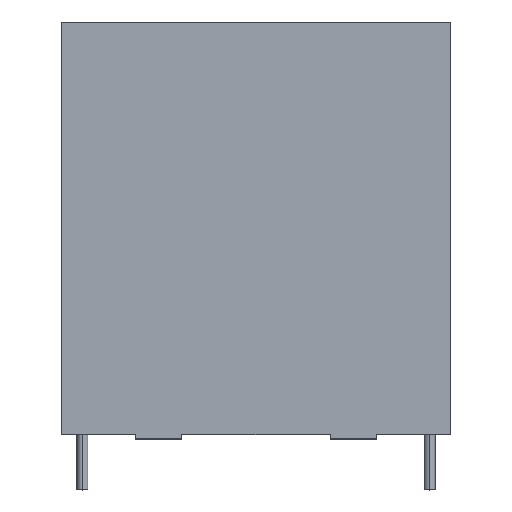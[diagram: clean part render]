
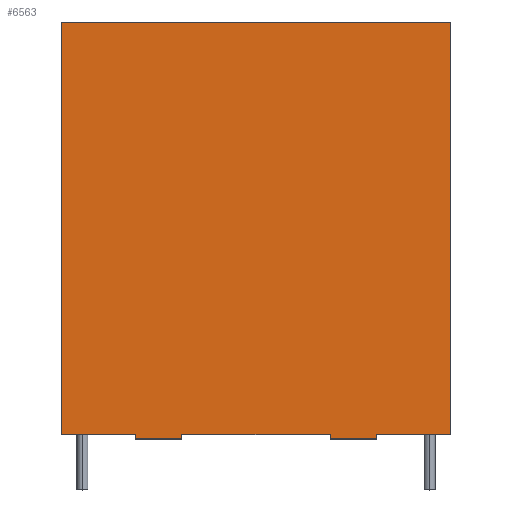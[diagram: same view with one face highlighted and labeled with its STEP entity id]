
A CAD part, top view. The second image highlights one B-rep face of the part: STEP entity #6563.
In plain terms, the highlighted planar face has unit normal (0, 0, 1).
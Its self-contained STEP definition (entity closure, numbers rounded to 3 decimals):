
#759 = CARTESIAN_POINT ( 'NONE',  ( 21., 45., 15. ) ) ;
#799 = CARTESIAN_POINT ( 'NONE',  ( -13., 0., 15. ) ) ;
#801 = CARTESIAN_POINT ( 'NONE',  ( -8., 0., 15. ) ) ;
#808 = CARTESIAN_POINT ( 'NONE',  ( -21., 0.5, 15. ) ) ;
#839 = CARTESIAN_POINT ( 'NONE',  ( 21., 0.5, 15. ) ) ;
#840 = CARTESIAN_POINT ( 'NONE',  ( 13., 0.5, 15. ) ) ;
#847 = CARTESIAN_POINT ( 'NONE',  ( 8., 0.5, 15. ) ) ;
#848 = CARTESIAN_POINT ( 'NONE',  ( -8., 0.5, 15. ) ) ;
#850 = CARTESIAN_POINT ( 'NONE',  ( 8., 0., 15. ) ) ;
#856 = CARTESIAN_POINT ( 'NONE',  ( 13., 0., 15. ) ) ;
#858 = CARTESIAN_POINT ( 'NONE',  ( -13., 0.5, 15. ) ) ;
#934 = AXIS2_PLACEMENT_3D ( 'NONE', #7140, #7134, #7133 ) ;
#1390 = VECTOR ( 'NONE', #2573, 1000. ) ;
#2573 = DIRECTION ( 'NONE',  ( -1., 0., 0. ) ) ;
#2574 = CARTESIAN_POINT ( 'NONE',  ( 21., 0.5, 15. ) ) ;
#2575 = LINE ( 'NONE', #2574, #1390 ) ;
#2783 = EDGE_CURVE ( 'NONE', #8724, #8723, #8654, .T. ) ;
#2787 = EDGE_CURVE ( 'NONE', #8720, #8754, #8623, .T. ) ;
#2790 = EDGE_CURVE ( 'NONE', #12619, #8754, #8615, .T. ) ;
#2792 = EDGE_CURVE ( 'NONE', #8794, #8749, #8632, .T. ) ;
#2796 = EDGE_CURVE ( 'NONE', #8739, #8716, #8602, .T. ) ;
#2805 = EDGE_CURVE ( 'NONE', #8728, #8800, #8570, .T. ) ;
#2810 = EDGE_CURVE ( 'NONE', #8727, #8716, #8555, .T. ) ;
#2811 = EDGE_CURVE ( 'NONE', #8720, #8794, #8542, .T. ) ;
#2812 = EDGE_CURVE ( 'NONE', #8723, #8749, #8538, .T. ) ;
#2813 = EDGE_CURVE ( 'NONE', #8724, #8739, #8535, .T. ) ;
#5577 = CARTESIAN_POINT ( 'NONE',  ( -21., 45., 15. ) ) ;
#6451 = EDGE_CURVE ( 'NONE', #8728, #8727, #2575, .T. ) ;
#6563 = ADVANCED_FACE ( 'NONE', ( #7136 ), #7142, .F. ) ;
#6759 = DIRECTION ( 'NONE',  ( -1., 0., 0. ) ) ;
#6760 = CARTESIAN_POINT ( 'NONE',  ( -21., 45., 15. ) ) ;
#6762 = LINE ( 'NONE', #6760, #10701 ) ;
#7133 = DIRECTION ( 'NONE',  ( -1., 0., 0. ) ) ;
#7134 = DIRECTION ( 'NONE',  ( 0., 0., -1. ) ) ;
#7136 = FACE_OUTER_BOUND ( 'NONE', #12652, .T. ) ;
#7140 = CARTESIAN_POINT ( 'NONE',  ( -21., 45., 15. ) ) ;
#7142 = PLANE ( 'NONE',  #934 ) ;
#8040 = DIRECTION ( 'NONE',  ( -1., 0., 0. ) ) ;
#8347 = ORIENTED_EDGE ( 'NONE', *, *, #2812, .F. ) ;
#8426 = ORIENTED_EDGE ( 'NONE', *, *, #2792, .T. ) ;
#8427 = ORIENTED_EDGE ( 'NONE', *, *, #2787, .F. ) ;
#8448 = ORIENTED_EDGE ( 'NONE', *, *, #2796, .T. ) ;
#8457 = ORIENTED_EDGE ( 'NONE', *, *, #2810, .F. ) ;
#8458 = ORIENTED_EDGE ( 'NONE', *, *, #6451, .F. ) ;
#8472 = ORIENTED_EDGE ( 'NONE', *, *, #2805, .T. ) ;
#8473 = ORIENTED_EDGE ( 'NONE', *, *, #12827, .T. ) ;
#8488 = ORIENTED_EDGE ( 'NONE', *, *, #2790, .T. ) ;
#8532 = DIRECTION ( 'NONE',  ( 0., -1., 0. ) ) ;
#8533 = CARTESIAN_POINT ( 'NONE',  ( 8., 0.5, 15. ) ) ;
#8535 = LINE ( 'NONE', #8533, #10863 ) ;
#8536 = DIRECTION ( 'NONE',  ( 0., -1., 0. ) ) ;
#8537 = CARTESIAN_POINT ( 'NONE',  ( -8., 0.5, 15. ) ) ;
#8538 = LINE ( 'NONE', #8537, #10864 ) ;
#8539 = DIRECTION ( 'NONE',  ( 0., -1., 0. ) ) ;
#8541 = CARTESIAN_POINT ( 'NONE',  ( -13., 0.5, 15. ) ) ;
#8542 = LINE ( 'NONE', #8541, #10865 ) ;
#8543 = DIRECTION ( 'NONE',  ( 0., -1., 0. ) ) ;
#8544 = CARTESIAN_POINT ( 'NONE',  ( 13., 0.5, 15. ) ) ;
#8555 = LINE ( 'NONE', #8544, #10867 ) ;
#8561 = DIRECTION ( 'NONE',  ( 0., 1., 0. ) ) ;
#8562 = CARTESIAN_POINT ( 'NONE',  ( 21., 0., 15. ) ) ;
#8570 = LINE ( 'NONE', #8562, #10873 ) ;
#8592 = DIRECTION ( 'NONE',  ( 1., 0., 0. ) ) ;
#8593 = CARTESIAN_POINT ( 'NONE',  ( -21., 0., 15. ) ) ;
#8602 = LINE ( 'NONE', #8593, #10887 ) ;
#8604 = DIRECTION ( 'NONE',  ( 1., 0., 0. ) ) ;
#8605 = CARTESIAN_POINT ( 'NONE',  ( -21., 0., 15. ) ) ;
#8610 = DIRECTION ( 'NONE',  ( 0., -1., 0. ) ) ;
#8615 = LINE ( 'NONE', #8620, #10900 ) ;
#8620 = CARTESIAN_POINT ( 'NONE',  ( -21., 0., 15. ) ) ;
#8621 = DIRECTION ( 'NONE',  ( -1., 0., 0. ) ) ;
#8622 = CARTESIAN_POINT ( 'NONE',  ( -13., 0.5, 15. ) ) ;
#8623 = LINE ( 'NONE', #8622, #10898 ) ;
#8632 = LINE ( 'NONE', #8605, #10892 ) ;
#8654 = LINE ( 'NONE', #8655, #10894 ) ;
#8655 = CARTESIAN_POINT ( 'NONE',  ( 8., 0.5, 15. ) ) ;
#8694 = ORIENTED_EDGE ( 'NONE', *, *, #2783, .F. ) ;
#8698 = ORIENTED_EDGE ( 'NONE', *, *, #2813, .T. ) ;
#8716 = VERTEX_POINT ( 'NONE', #856 ) ;
#8720 = VERTEX_POINT ( 'NONE', #858 ) ;
#8723 = VERTEX_POINT ( 'NONE', #848 ) ;
#8724 = VERTEX_POINT ( 'NONE', #847 ) ;
#8727 = VERTEX_POINT ( 'NONE', #840 ) ;
#8728 = VERTEX_POINT ( 'NONE', #839 ) ;
#8739 = VERTEX_POINT ( 'NONE', #850 ) ;
#8749 = VERTEX_POINT ( 'NONE', #801 ) ;
#8754 = VERTEX_POINT ( 'NONE', #808 ) ;
#8794 = VERTEX_POINT ( 'NONE', #799 ) ;
#8800 = VERTEX_POINT ( 'NONE', #759 ) ;
#10701 = VECTOR ( 'NONE', #6759, 1000. ) ;
#10863 = VECTOR ( 'NONE', #8532, 1000. ) ;
#10864 = VECTOR ( 'NONE', #8536, 1000. ) ;
#10865 = VECTOR ( 'NONE', #8539, 1000. ) ;
#10867 = VECTOR ( 'NONE', #8543, 1000. ) ;
#10873 = VECTOR ( 'NONE', #8561, 1000. ) ;
#10887 = VECTOR ( 'NONE', #8592, 1000. ) ;
#10892 = VECTOR ( 'NONE', #8604, 1000. ) ;
#10894 = VECTOR ( 'NONE', #8040, 1000. ) ;
#10898 = VECTOR ( 'NONE', #8621, 1000. ) ;
#10900 = VECTOR ( 'NONE', #8610, 1000. ) ;
#12073 = ORIENTED_EDGE ( 'NONE', *, *, #2811, .T. ) ;
#12619 = VERTEX_POINT ( 'NONE', #5577 ) ;
#12652 = EDGE_LOOP ( 'NONE', ( #8448, #8457, #8458, #8472, #8473, #8488, #8427, #12073, #8426, #8347, #8694, #8698 ) ) ;
#12827 = EDGE_CURVE ( 'NONE', #8800, #12619, #6762, .T. ) ;
